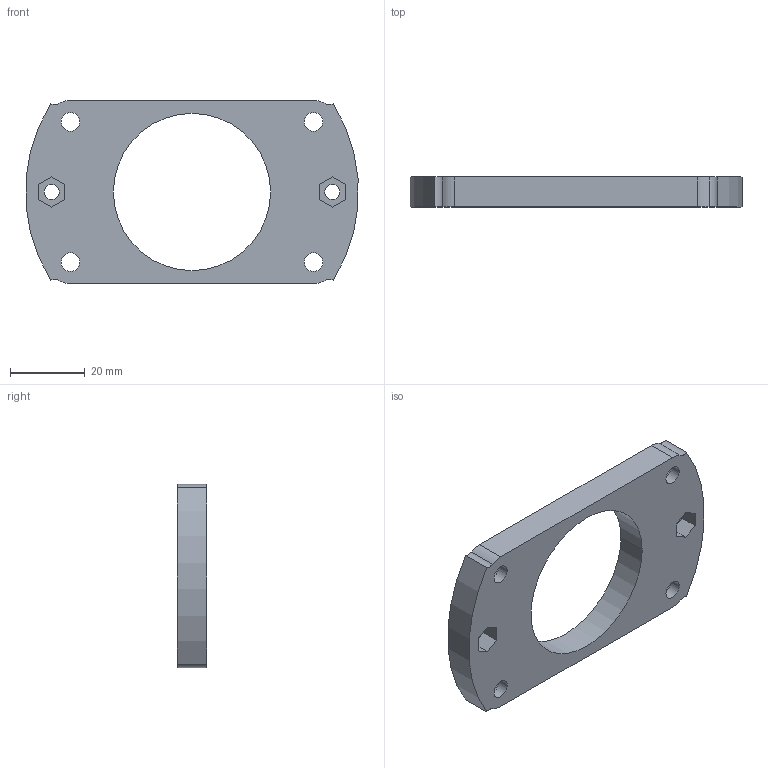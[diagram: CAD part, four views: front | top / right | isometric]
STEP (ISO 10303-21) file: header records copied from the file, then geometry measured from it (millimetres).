
FILE_DESCRIPTION((''),'2;1');
FILE_NAME('OBMP-BTU-1534','2023-10-11T19:09:34',('ccha425'),('Department of Mechanical Engineering, The University of Auckland'),'CREO PARAMETRIC BY PTC INC, 2017260','CREO PARAMETRIC BY PTC INC, 2017260','');
FILE_SCHEMA(('CONFIG_CONTROL_DESIGN'));
Length unit declared in the file: millimetre
Products named in the file (1): OBMP-BTU-1534
Bounding box: 88.72 x 8 x 48.99 mm (x, y, z)
Volume: 19839.3 mm3; surface area: 9394.9 mm2
Topology: 1 solids, 1 shells, 54 faces, 138 edges, 92 vertices
Faces by surface type: cylinder 32, plane 22
Entity records: 1732 total; most frequent: DIRECTION 310, CARTESIAN_POINT 284, ORIENTED_EDGE 276, EDGE_CURVE 138, AXIS2_PLACEMENT_3D 118, VERTEX_POINT 92, VECTOR 74, LINE 74
